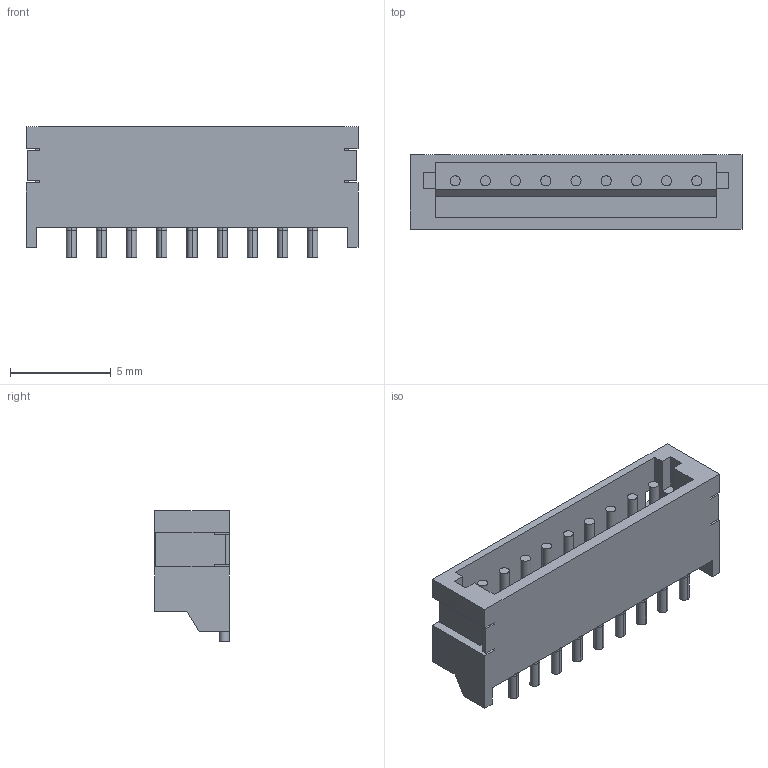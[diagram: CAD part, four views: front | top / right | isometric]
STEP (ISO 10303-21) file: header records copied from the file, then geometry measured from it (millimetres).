
FILE_DESCRIPTION (( 'STEP AP214' ), '1' );
FILE_NAME ('S9B-ZR-SM4A.STEP', '2010-06-16T05:00:51', ( ' ' ), ( ' ' ), 'SwSTEP 2.0', 'SolidWorks 2005235', '' );
FILE_SCHEMA (( 'AUTOMOTIVE_DESIGN' ));
Length unit declared in the file: millimetre
Products named in the file (1): S9B-ZR-SM4A
Bounding box: 16.5 x 3.7 x 6.5 mm (x, y, z)
Volume: 183.9 mm3; surface area: 509.9 mm2
Topology: 1 solids, 1 shells, 133 faces, 324 edges, 210 vertices
Faces by surface type: plane 79, cylinder 36, torus 18
Entity records: 5540 total; most frequent: CARTESIAN_POINT 866, DIRECTION 664, ORIENTED_EDGE 648, EDGE_CURVE 324, AXIS2_PLACEMENT_3D 224, VECTOR 216, LINE 216, VERTEX_POINT 210
